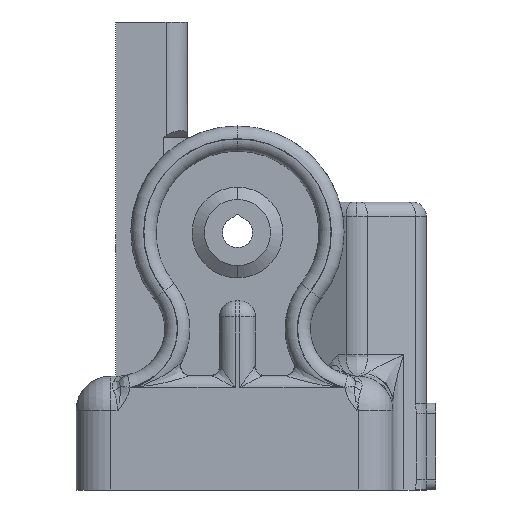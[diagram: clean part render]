
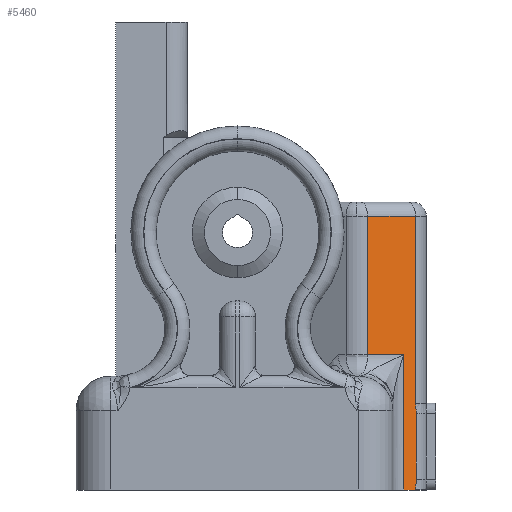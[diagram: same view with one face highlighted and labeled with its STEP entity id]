
A CAD part, left-side view. The second image highlights one B-rep face of the part: STEP entity #5460.
In plain terms, the highlighted planar face has unit normal (-0.866, -0.5, 0).
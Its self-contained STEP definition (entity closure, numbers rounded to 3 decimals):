
#355 = CARTESIAN_POINT ( 'NONE',  ( 69.333, -21.5, 18.8 ) ) ;
#424 = CARTESIAN_POINT ( 'NONE',  ( 73.172, -28.148, 0. ) ) ;
#1292 = EDGE_LOOP ( 'NONE', ( #25490, #25491, #25492, #25493, #25494, #25495, #25496, #25497, #25498, #25499 ) ) ;
#1783 = VERTEX_POINT ( 'NONE', #355 ) ;
#1852 = VERTEX_POINT ( 'NONE', #424 ) ;
#1872 = VERTEX_POINT ( 'NONE', #14249 ) ;
#1899 = VERTEX_POINT ( 'NONE', #14276 ) ;
#1915 = VERTEX_POINT ( 'NONE', #14292 ) ;
#1925 = VERTEX_POINT ( 'NONE', #14302 ) ;
#1928 = VERTEX_POINT ( 'NONE', #14305 ) ;
#1929 = VERTEX_POINT ( 'NONE', #14306 ) ;
#1931 = VERTEX_POINT ( 'NONE', #14308 ) ;
#1932 = VERTEX_POINT ( 'NONE', #14309 ) ;
#2793 = FACE_OUTER_BOUND ( 'NONE', #1292, .T. ) ;
#3562 = CARTESIAN_POINT ( 'NONE',  ( 68.467, -20., -29.475 ) ) ;
#3569 = PLANE ( 'NONE',  #24560 ) ;
#3571 = DIRECTION ( 'NONE',  ( -0.866, -0.5, 0. ) ) ;
#3572 = DIRECTION ( 'NONE',  ( 0.5, -0.866, 0. ) ) ;
#5460 = ADVANCED_FACE ( 'NONE', ( #2793 ), #3569, .T. ) ;
#14249 = CARTESIAN_POINT ( 'NONE',  ( 72.22, -26.5, 0. ) ) ;
#14276 = CARTESIAN_POINT ( 'NONE',  ( 73.172, -28.148, 38. ) ) ;
#14292 = CARTESIAN_POINT ( 'NONE',  ( 73.172, -28.148, 0.097 ) ) ;
#14302 = CARTESIAN_POINT ( 'NONE',  ( 73.172, -28.148, 11.977 ) ) ;
#14305 = CARTESIAN_POINT ( 'NONE',  ( 69.333, -21.5, 38. ) ) ;
#14306 = CARTESIAN_POINT ( 'NONE',  ( 72.22, -26.5, 18.8 ) ) ;
#14308 = CARTESIAN_POINT ( 'NONE',  ( 73.244, -28.273, 1.517 ) ) ;
#14309 = CARTESIAN_POINT ( 'NONE',  ( 73.244, -28.273, 10.587 ) ) ;
#20936 = B_SPLINE_CURVE_WITH_KNOTS ( 'NONE', 3,
 ( #23537, #23529, #23550, #23551, #23552, #23553, #23554, #23555, #23556, #23557 ),
 .UNSPECIFIED., .F., .F.,
 ( 4, 2, 2, 2, 4 ),
 ( 0., 0., 0.001, 0.001, 0.001 ),
 .UNSPECIFIED. ) ;
#20939 = B_SPLINE_CURVE_WITH_KNOTS ( 'NONE', 3,
 ( #23549, #23548, #23561, #23562, #23563, #23564, #23565, #23566, #23567, #23568 ),
 .UNSPECIFIED., .F., .F.,
 ( 4, 2, 2, 2, 4 ),
 ( 0., 0., 0.001, 0.001, 0.001 ),
 .UNSPECIFIED. ) ;
#22999 = LINE ( 'NONE', #23357, #23001 ) ;
#23001 = VECTOR ( 'NONE', #23358, 1000. ) ;
#23075 = LINE ( 'NONE', #23528, #23120 ) ;
#23115 = LINE ( 'NONE', #23536, #23118 ) ;
#23118 = VECTOR ( 'NONE', #23538, 1000. ) ;
#23119 = LINE ( 'NONE', #23540, #23122 ) ;
#23120 = VECTOR ( 'NONE', #23539, 1000. ) ;
#23121 = LINE ( 'NONE', #23542, #23124 ) ;
#23122 = VECTOR ( 'NONE', #23541, 1000. ) ;
#23123 = LINE ( 'NONE', #23544, #23126 ) ;
#23124 = VECTOR ( 'NONE', #23543, 1000. ) ;
#23125 = LINE ( 'NONE', #23546, #23128 ) ;
#23126 = VECTOR ( 'NONE', #23545, 1000. ) ;
#23128 = VECTOR ( 'NONE', #23547, 1000. ) ;
#23129 = LINE ( 'NONE', #23558, #23130 ) ;
#23130 = VECTOR ( 'NONE', #23559, 1000. ) ;
#23357 = CARTESIAN_POINT ( 'NONE',  ( 68.467, -20., 0. ) ) ;
#23358 = DIRECTION ( 'NONE',  ( -0.5, 0.866, 0. ) ) ;
#23528 = CARTESIAN_POINT ( 'NONE',  ( 68.467, -20., 38. ) ) ;
#23529 = CARTESIAN_POINT ( 'NONE',  ( 73.172, -28.148, 0.217 ) ) ;
#23536 = CARTESIAN_POINT ( 'NONE',  ( 73.172, -28.148, -29.475 ) ) ;
#23537 = CARTESIAN_POINT ( 'NONE',  ( 73.172, -28.148, 0.097 ) ) ;
#23538 = DIRECTION ( 'NONE',  ( 0., 0., 1. ) ) ;
#23539 = DIRECTION ( 'NONE',  ( -0.5, 0.866, 0. ) ) ;
#23540 = CARTESIAN_POINT ( 'NONE',  ( 69.333, -21.5, -29.475 ) ) ;
#23541 = DIRECTION ( 'NONE',  ( 0., 0., -1. ) ) ;
#23542 = CARTESIAN_POINT ( 'NONE',  ( 71.354, -25., 18.8 ) ) ;
#23543 = DIRECTION ( 'NONE',  ( 0.5, -0.866, 0. ) ) ;
#23544 = CARTESIAN_POINT ( 'NONE',  ( 72.22, -26.5, -29.475 ) ) ;
#23545 = DIRECTION ( 'NONE',  ( 0., 0., -1. ) ) ;
#23546 = CARTESIAN_POINT ( 'NONE',  ( 73.172, -28.148, -29.475 ) ) ;
#23547 = DIRECTION ( 'NONE',  ( 0., 0., 1. ) ) ;
#23548 = CARTESIAN_POINT ( 'NONE',  ( 73.243, -28.272, 10.704 ) ) ;
#23549 = CARTESIAN_POINT ( 'NONE',  ( 73.244, -28.273, 10.587 ) ) ;
#23550 = CARTESIAN_POINT ( 'NONE',  ( 73.175, -28.155, 0.336 ) ) ;
#23551 = CARTESIAN_POINT ( 'NONE',  ( 73.19, -28.18, 0.572 ) ) ;
#23552 = CARTESIAN_POINT ( 'NONE',  ( 73.201, -28.199, 0.689 ) ) ;
#23553 = CARTESIAN_POINT ( 'NONE',  ( 73.224, -28.239, 0.923 ) ) ;
#23554 = CARTESIAN_POINT ( 'NONE',  ( 73.233, -28.254, 1.041 ) ) ;
#23555 = CARTESIAN_POINT ( 'NONE',  ( 73.242, -28.271, 1.278 ) ) ;
#23556 = CARTESIAN_POINT ( 'NONE',  ( 73.243, -28.272, 1.398 ) ) ;
#23557 = CARTESIAN_POINT ( 'NONE',  ( 73.244, -28.273, 1.517 ) ) ;
#23558 = CARTESIAN_POINT ( 'NONE',  ( 73.244, -28.273, -29.475 ) ) ;
#23559 = DIRECTION ( 'NONE',  ( 0., 0., 1. ) ) ;
#23561 = CARTESIAN_POINT ( 'NONE',  ( 73.243, -28.271, 10.821 ) ) ;
#23562 = CARTESIAN_POINT ( 'NONE',  ( 73.234, -28.255, 11.053 ) ) ;
#23563 = CARTESIAN_POINT ( 'NONE',  ( 73.225, -28.241, 11.168 ) ) ;
#23564 = CARTESIAN_POINT ( 'NONE',  ( 73.2, -28.197, 11.398 ) ) ;
#23565 = CARTESIAN_POINT ( 'NONE',  ( 73.189, -28.179, 11.512 ) ) ;
#23566 = CARTESIAN_POINT ( 'NONE',  ( 73.175, -28.154, 11.744 ) ) ;
#23567 = CARTESIAN_POINT ( 'NONE',  ( 73.172, -28.148, 11.86 ) ) ;
#23568 = CARTESIAN_POINT ( 'NONE',  ( 73.172, -28.148, 11.977 ) ) ;
#24276 = EDGE_CURVE ( 'NONE', #1852, #1872, #22999, .T. ) ;
#24348 = EDGE_CURVE ( 'NONE', #1925, #1899, #23115, .T. ) ;
#24349 = EDGE_CURVE ( 'NONE', #1899, #1928, #23075, .T. ) ;
#24350 = EDGE_CURVE ( 'NONE', #1928, #1783, #23119, .T. ) ;
#24351 = EDGE_CURVE ( 'NONE', #1783, #1929, #23121, .T. ) ;
#24352 = EDGE_CURVE ( 'NONE', #1929, #1872, #23123, .T. ) ;
#24353 = EDGE_CURVE ( 'NONE', #1852, #1915, #23125, .T. ) ;
#24354 = EDGE_CURVE ( 'NONE', #1915, #1931, #20936, .T. ) ;
#24355 = EDGE_CURVE ( 'NONE', #1931, #1932, #23129, .T. ) ;
#24356 = EDGE_CURVE ( 'NONE', #1932, #1925, #20939, .T. ) ;
#24560 = AXIS2_PLACEMENT_3D ( 'NONE', #3562, #3571, #3572 ) ;
#25490 = ORIENTED_EDGE ( 'NONE', *, *, #24348, .T. ) ;
#25491 = ORIENTED_EDGE ( 'NONE', *, *, #24349, .T. ) ;
#25492 = ORIENTED_EDGE ( 'NONE', *, *, #24350, .T. ) ;
#25493 = ORIENTED_EDGE ( 'NONE', *, *, #24351, .T. ) ;
#25494 = ORIENTED_EDGE ( 'NONE', *, *, #24352, .T. ) ;
#25495 = ORIENTED_EDGE ( 'NONE', *, *, #24276, .F. ) ;
#25496 = ORIENTED_EDGE ( 'NONE', *, *, #24353, .T. ) ;
#25497 = ORIENTED_EDGE ( 'NONE', *, *, #24354, .T. ) ;
#25498 = ORIENTED_EDGE ( 'NONE', *, *, #24355, .T. ) ;
#25499 = ORIENTED_EDGE ( 'NONE', *, *, #24356, .T. ) ;
